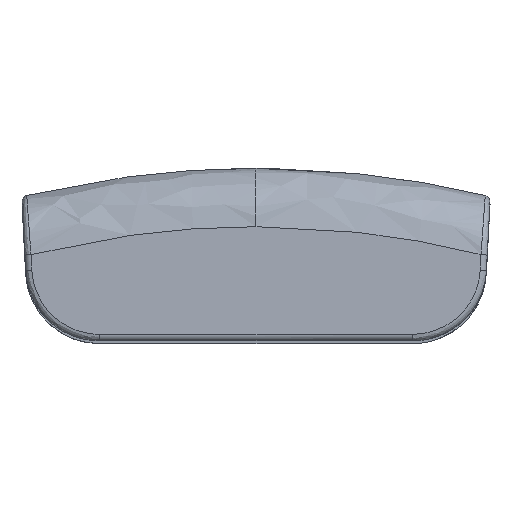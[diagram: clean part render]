
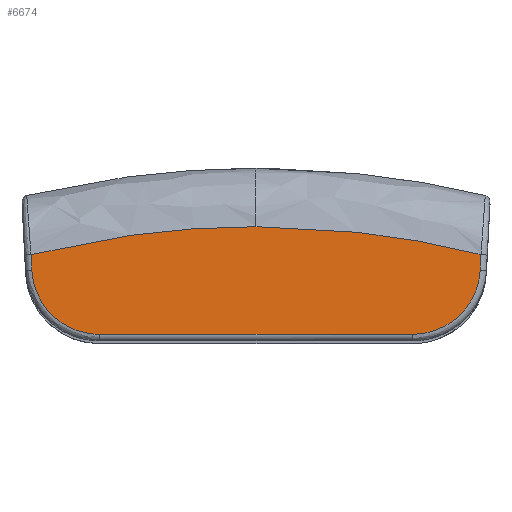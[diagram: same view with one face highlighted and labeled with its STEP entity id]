
A CAD part, top view. The second image highlights one B-rep face of the part: STEP entity #6674.
In plain terms, the highlighted planar face has unit normal (0, 0.052, 0.999).
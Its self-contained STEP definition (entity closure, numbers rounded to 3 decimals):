
#271 = CARTESIAN_POINT ( 'NONE',  ( 164.107, 59.326, 483.942 ) ) ;
#313 = CARTESIAN_POINT ( 'NONE',  ( 161.438, 60.004, 483.907 ) ) ;
#315 = CARTESIAN_POINT ( 'NONE',  ( 189.844, 59.326, 483.942 ) ) ;
#372 = VERTEX_POINT ( 'NONE', #12063 ) ;
#427 = EDGE_CURVE ( 'NONE', #10458, #7203, #10455, .T. ) ;
#1290 = VERTEX_POINT ( 'NONE', #5873 ) ;
#1326 = CARTESIAN_POINT ( 'NONE',  ( 162.726, 59.457, 483.936 ) ) ;
#1511 = CARTESIAN_POINT ( 'NONE',  ( -24.428, 59.326, 483.942 ) ) ;
#1659 = CARTESIAN_POINT ( 'NONE',  ( 177.643, 68.057, 483.485 ) ) ;
#1703 = CARTESIAN_POINT ( 'NONE',  ( 194.428, 65.947, 483.595 ) ) ;
#1743 = CARTESIAN_POINT ( 'NONE',  ( 185.209, 67.588, 483.509 ) ) ;
#1960 = EDGE_LOOP ( 'NONE', ( #9526, #3244, #2027, #6842, #7320, #9511, #8478 ) ) ;
#1991 = DIRECTION ( 'NONE',  ( 0., 0.052, 0.999 ) ) ;
#2027 = ORIENTED_EDGE ( 'NONE', *, *, #7434, .T. ) ;
#2150 = EDGE_CURVE ( 'NONE', #7203, #4210, #7754, .T. ) ;
#2175 = CARTESIAN_POINT ( 'NONE',  ( 163.404, 59.326, 483.942 ) ) ;
#2432 = VECTOR ( 'NONE', #7179, 1000. ) ;
#2438 = CARTESIAN_POINT ( 'NONE',  ( 194.948, 63.836, 483.706 ) ) ;
#2596 = CARTESIAN_POINT ( 'NONE',  ( 178.485, 68.042, 483.486 ) ) ;
#2637 = CARTESIAN_POINT ( 'NONE',  ( 183.532, 67.758, 483.501 ) ) ;
#2703 = B_SPLINE_CURVE_WITH_KNOTS ( 'NONE', 3,
 ( #12494, #315, #5411, #11425, #7375, #3282, #4301, #5457, #6359, #11331, #10329, #11509, #9329, #2438, #4432 ),
 .UNSPECIFIED., .F., .F.,
 ( 4, 1, 2, 2, 2, 2, 2, 4 ),
 ( 0., 0.125, 0.187, 0.25, 0.5, 0.625, 0.75, 1. ),
 .UNSPECIFIED. ) ;
#3189 = CARTESIAN_POINT ( 'NONE',  ( 158.633, 64.187, 483.688 ) ) ;
#3244 = ORIENTED_EDGE ( 'NONE', *, *, #8677, .T. ) ;
#3282 = CARTESIAN_POINT ( 'NONE',  ( 191.365, 59.652, 483.925 ) ) ;
#3471 = CARTESIAN_POINT ( 'NONE',  ( 158.614, 64.538, 483.669 ) ) ;
#3697 = CARTESIAN_POINT ( 'NONE',  ( 179.328, 68.018, 483.487 ) ) ;
#3742 = CARTESIAN_POINT ( 'NONE',  ( 187.915, 67.231, 483.528 ) ) ;
#4210 = VERTEX_POINT ( 'NONE', #5191 ) ;
#4248 = FACE_OUTER_BOUND ( 'NONE', #1960, .T. ) ;
#4282 = DIRECTION ( 'NONE',  ( 0., -0.999, 0.052 ) ) ;
#4301 = CARTESIAN_POINT ( 'NONE',  ( 192.177, 59.974, 483.908 ) ) ;
#4342 = CARTESIAN_POINT ( 'NONE',  ( 158.973, 62.847, 483.758 ) ) ;
#4362 = EDGE_CURVE ( 'NONE', #7465, #10458, #7050, .T. ) ;
#4370 = VECTOR ( 'NONE', #5521, 1000. ) ;
#4384 = CARTESIAN_POINT ( 'NONE',  ( 158.614, 64.538, 483.669 ) ) ;
#4432 = CARTESIAN_POINT ( 'NONE',  ( 194.986, 64.538, 483.669 ) ) ;
#4586 = CARTESIAN_POINT ( 'NONE',  ( 176.8, 68.06, 483.485 ) ) ;
#4628 = CARTESIAN_POINT ( 'NONE',  ( 187.131, 67.344, 483.522 ) ) ;
#4761 = CARTESIAN_POINT ( 'NONE',  ( 182.693, 67.829, 483.497 ) ) ;
#5080 = CARTESIAN_POINT ( 'NONE',  ( 164.556, 67.114, 483.534 ) ) ;
#5191 = CARTESIAN_POINT ( 'NONE',  ( 189.493, 59.326, 483.942 ) ) ;
#5280 = CARTESIAN_POINT ( 'NONE',  ( 159.039, 62.683, 483.766 ) ) ;
#5411 = CARTESIAN_POINT ( 'NONE',  ( 190.362, 59.375, 483.94 ) ) ;
#5447 = CARTESIAN_POINT ( 'NONE',  ( 158.549, 65.795, 483.603 ) ) ;
#5457 = CARTESIAN_POINT ( 'NONE',  ( 192.771, 60.355, 483.889 ) ) ;
#5521 = DIRECTION ( 'NONE',  ( 0.052, -0.997, 0.052 ) ) ;
#5590 = CARTESIAN_POINT ( 'NONE',  ( 188.921, 67.073, 483.536 ) ) ;
#5761 = CARTESIAN_POINT ( 'NONE',  ( 195.051, 65.795, 483.603 ) ) ;
#5873 = CARTESIAN_POINT ( 'NONE',  ( 176.8, 68.06, 483.485 ) ) ;
#6359 = CARTESIAN_POINT ( 'NONE',  ( 193.531, 61.076, 483.851 ) ) ;
#6674 = ADVANCED_FACE ( 'NONE', ( #4248 ), #8047, .T. ) ;
#6679 = CARTESIAN_POINT ( 'NONE',  ( 193.255, 66.234, 483.58 ) ) ;
#6842 = ORIENTED_EDGE ( 'NONE', *, *, #9661, .F. ) ;
#6907 = AXIS2_PLACEMENT_3D ( 'NONE', #10073, #1991, #4282 ) ;
#7050 = LINE ( 'NONE', #5447, #4370 ) ;
#7179 = DIRECTION ( 'NONE',  ( 0.052, 0.997, -0.052 ) ) ;
#7203 = VERTEX_POINT ( 'NONE', #12548 ) ;
#7320 = ORIENTED_EDGE ( 'NONE', *, *, #12689, .F. ) ;
#7375 = CARTESIAN_POINT ( 'NONE',  ( 191.199, 59.595, 483.928 ) ) ;
#7434 = EDGE_CURVE ( 'NONE', #8192, #372, #10632, .T. ) ;
#7465 = VERTEX_POINT ( 'NONE', #9227 ) ;
#7603 = DIRECTION ( 'NONE',  ( 1., 0., 0. ) ) ;
#7610 = CARTESIAN_POINT ( 'NONE',  ( 186.233, 67.463, 483.516 ) ) ;
#7754 = LINE ( 'NONE', #1511, #9641 ) ;
#8047 = PLANE ( 'NONE',  #6907 ) ;
#8192 = VERTEX_POINT ( 'NONE', #10031 ) ;
#8478 = ORIENTED_EDGE ( 'NONE', *, *, #427, .T. ) ;
#8639 = CARTESIAN_POINT ( 'NONE',  ( 191.594, 66.586, 483.562 ) ) ;
#8677 = EDGE_CURVE ( 'NONE', #4210, #8192, #2703, .T. ) ;
#8718 = CARTESIAN_POINT ( 'NONE',  ( 185.804, 67.517, 483.513 ) ) ;
#8945 = CARTESIAN_POINT ( 'NONE',  ( 158.549, 65.795, 483.603 ) ) ;
#9083 = CARTESIAN_POINT ( 'NONE',  ( 176.8, 68.06, 483.485 ) ) ;
#9227 = CARTESIAN_POINT ( 'NONE',  ( 158.549, 65.795, 483.603 ) ) ;
#9262 = B_SPLINE_CURVE_WITH_KNOTS ( 'NONE', 3,
 ( #8945, #12965, #5080, #12109, #10004, #9083 ),
 .UNSPECIFIED., .F., .F.,
 ( 4, 2, 4 ),
 ( 0., 0.5, 1. ),
 .UNSPECIFIED. ) ;
#9268 = CARTESIAN_POINT ( 'NONE',  ( 194.986, 64.538, 483.669 ) ) ;
#9285 = CARTESIAN_POINT ( 'NONE',  ( 160.576, 60.595, 483.876 ) ) ;
#9327 = CARTESIAN_POINT ( 'NONE',  ( 159.816, 61.316, 483.838 ) ) ;
#9329 = CARTESIAN_POINT ( 'NONE',  ( 194.783, 63.165, 483.741 ) ) ;
#9365 = CARTESIAN_POINT ( 'NONE',  ( 158.858, 63.175, 483.741 ) ) ;
#9511 = ORIENTED_EDGE ( 'NONE', *, *, #4362, .T. ) ;
#9526 = ORIENTED_EDGE ( 'NONE', *, *, #2150, .T. ) ;
#9641 = VECTOR ( 'NONE', #7603, 1000. ) ;
#9661 = EDGE_CURVE ( 'NONE', #1290, #372, #10805, .T. ) ;
#9689 = CARTESIAN_POINT ( 'NONE',  ( 184.371, 67.678, 483.505 ) ) ;
#9735 = CARTESIAN_POINT ( 'NONE',  ( 181.852, 67.89, 483.494 ) ) ;
#10004 = CARTESIAN_POINT ( 'NONE',  ( 173.727, 68.06, 483.485 ) ) ;
#10031 = CARTESIAN_POINT ( 'NONE',  ( 194.986, 64.538, 483.669 ) ) ;
#10073 = CARTESIAN_POINT ( 'NONE',  ( -24.428, 58.8, 483.97 ) ) ;
#10329 = CARTESIAN_POINT ( 'NONE',  ( 194.167, 61.906, 483.807 ) ) ;
#10455 = B_SPLINE_CURVE_WITH_KNOTS ( 'NONE', 3,
 ( #4384, #3189, #12353, #9365, #4342, #5280, #11423, #9327, #9285, #12270, #313, #12313, #1326, #2175, #271 ),
 .UNSPECIFIED., .F., .F.,
 ( 4, 1, 2, 2, 2, 2, 2, 4 ),
 ( 0., 0.125, 0.187, 0.25, 0.5, 0.625, 0.75, 1. ),
 .UNSPECIFIED. ) ;
#10458 = VERTEX_POINT ( 'NONE', #3471 ) ;
#10607 = CARTESIAN_POINT ( 'NONE',  ( 177.081, 68.059, 483.485 ) ) ;
#10632 = LINE ( 'NONE', #9268, #2432 ) ;
#10655 = CARTESIAN_POINT ( 'NONE',  ( 181.011, 67.943, 483.491 ) ) ;
#10805 = B_SPLINE_CURVE_WITH_KNOTS ( 'NONE', 3,
 ( #4586, #10607, #1659, #2596, #3697, #11615, #10655, #9735, #4761, #2637, #9689, #1743, #8718, #7610, #11794, #4628, #3742, #5590, #12826, #8639, #6679, #1703, #5761 ),
 .UNSPECIFIED., .F., .F.,
 ( 4, 1, 1, 1, 1, 1, 1, 1, 1, 1, 1, 1, 1, 1, 1, 1, 1, 1, 1, 1, 4 ),
 ( 0., 0.046, 0.091, 0.137, 0.183, 0.229, 0.274, 0.32, 0.366, 0.411, 0.457, 0.503, 0.509, 0.527, 0.558, 0.601, 0.656, 0.724, 0.804, 0.896, 1. ),
 .UNSPECIFIED. ) ;
#11331 = CARTESIAN_POINT ( 'NONE',  ( 193.76, 61.338, 483.837 ) ) ;
#11423 = CARTESIAN_POINT ( 'NONE',  ( 159.404, 61.89, 483.808 ) ) ;
#11425 = CARTESIAN_POINT ( 'NONE',  ( 190.866, 59.497, 483.933 ) ) ;
#11509 = CARTESIAN_POINT ( 'NONE',  ( 194.341, 62.205, 483.792 ) ) ;
#11615 = CARTESIAN_POINT ( 'NONE',  ( 180.17, 67.985, 483.489 ) ) ;
#11794 = CARTESIAN_POINT ( 'NONE',  ( 186.57, 67.42, 483.518 ) ) ;
#12063 = CARTESIAN_POINT ( 'NONE',  ( 195.051, 65.795, 483.603 ) ) ;
#12109 = CARTESIAN_POINT ( 'NONE',  ( 170.655, 67.871, 483.495 ) ) ;
#12270 = CARTESIAN_POINT ( 'NONE',  ( 160.85, 60.381, 483.887 ) ) ;
#12313 = CARTESIAN_POINT ( 'NONE',  ( 161.746, 59.846, 483.915 ) ) ;
#12353 = CARTESIAN_POINT ( 'NONE',  ( 158.709, 63.672, 483.715 ) ) ;
#12494 = CARTESIAN_POINT ( 'NONE',  ( 189.493, 59.326, 483.942 ) ) ;
#12548 = CARTESIAN_POINT ( 'NONE',  ( 164.107, 59.326, 483.942 ) ) ;
#12689 = EDGE_CURVE ( 'NONE', #7465, #1290, #9262, .T. ) ;
#12826 = CARTESIAN_POINT ( 'NONE',  ( 190.149, 66.862, 483.547 ) ) ;
#12965 = CARTESIAN_POINT ( 'NONE',  ( 161.529, 66.547, 483.564 ) ) ;
